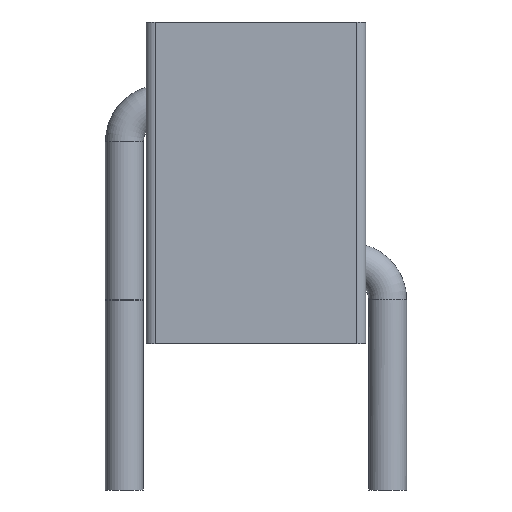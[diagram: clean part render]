
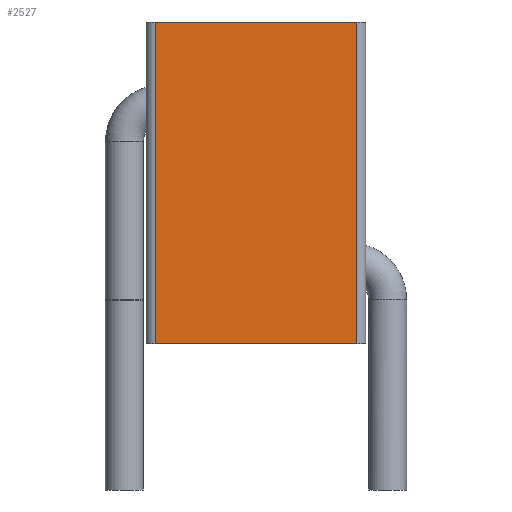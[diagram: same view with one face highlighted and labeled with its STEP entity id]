
A CAD part, front view. The second image highlights one B-rep face of the part: STEP entity #2527.
In plain terms, the highlighted planar face has unit normal (0, -1, 0).
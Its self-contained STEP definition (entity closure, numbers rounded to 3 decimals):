
#31=LINE('',#3711,#194);
#80=LINE('',#3822,#243);
#81=LINE('',#3825,#244);
#82=LINE('',#3826,#245);
#194=VECTOR('',#2792,1000.);
#243=VECTOR('',#2885,1000.);
#244=VECTOR('',#2886,1000.);
#245=VECTOR('',#2887,1000.);
#378=PLANE('',#2658);
#686=ORIENTED_EDGE('',*,*,#1150,.F.);
#687=ORIENTED_EDGE('',*,*,#1151,.T.);
#688=ORIENTED_EDGE('',*,*,#1095,.T.);
#689=ORIENTED_EDGE('',*,*,#1152,.T.);
#1095=EDGE_CURVE('',#1347,#1348,#31,.T.);
#1150=EDGE_CURVE('',#1387,#1388,#80,.T.);
#1151=EDGE_CURVE('',#1387,#1347,#81,.T.);
#1152=EDGE_CURVE('',#1348,#1388,#82,.F.);
#1347=VERTEX_POINT('',#3712);
#1348=VERTEX_POINT('',#3713);
#1387=VERTEX_POINT('',#3823);
#1388=VERTEX_POINT('',#3824);
#1530=EDGE_LOOP('',(#686,#687,#688,#689));
#1660=FACE_BOUND('',#1530,.T.);
#2527=ADVANCED_FACE('',(#1660),#378,.F.);
#2658=AXIS2_PLACEMENT_3D('',#3821,#2883,#2884);
#2792=DIRECTION('',(-1.,0.,0.));
#2883=DIRECTION('',(0.,1.,0.));
#2884=DIRECTION('',(0.,0.,1.));
#2885=DIRECTION('',(-1.,0.,0.));
#2886=DIRECTION('',(0.,0.,1.));
#2887=DIRECTION('',(0.,0.,1.));
#3711=CARTESIAN_POINT('',(3.75,-3.75,9.5));
#3712=CARTESIAN_POINT('',(3.45,-3.75,9.5));
#3713=CARTESIAN_POINT('',(-3.45,-3.75,9.5));
#3821=CARTESIAN_POINT('',(-3.75,-3.75,0.));
#3822=CARTESIAN_POINT('',(3.75,-3.75,-1.5));
#3823=CARTESIAN_POINT('',(3.45,-3.75,-1.5));
#3824=CARTESIAN_POINT('',(-3.45,-3.75,-1.5));
#3825=CARTESIAN_POINT('',(3.45,-3.75,0.));
#3826=CARTESIAN_POINT('',(-3.45,-3.75,0.));
